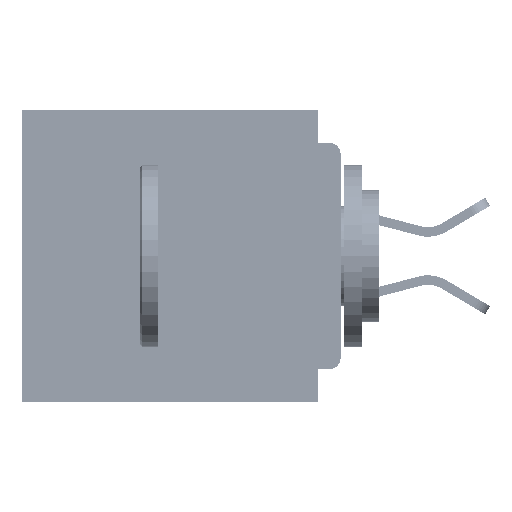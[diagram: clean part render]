
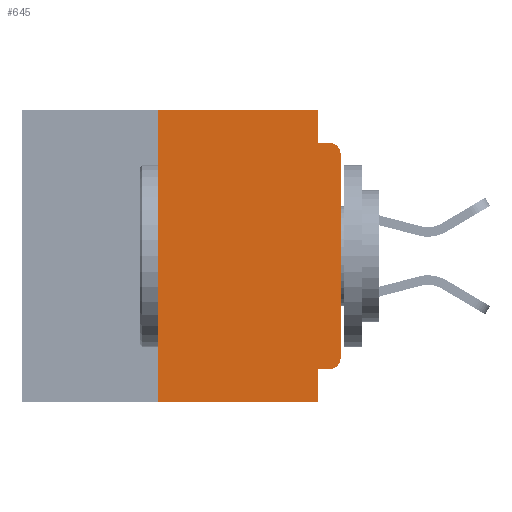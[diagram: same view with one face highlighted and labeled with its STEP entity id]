
A CAD part, left-side view. The second image highlights one B-rep face of the part: STEP entity #645.
In plain terms, the highlighted planar face has unit normal (-1, 0, 0).
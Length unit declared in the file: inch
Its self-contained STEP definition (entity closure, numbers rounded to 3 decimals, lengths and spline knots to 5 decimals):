
#84 = AXIS2_PLACEMENT_3D ( 'NONE', #44497, #42189, #42234 ) ;
#645 = ADVANCED_FACE ( 'NONE', ( #50060 ), #42676, .F. ) ;
#824 = CARTESIAN_POINT ( 'NONE',  ( 0., 0.015, -0.355 ) ) ;
#991 = DIRECTION ( 'NONE',  ( 0., -1., 0. ) ) ;
#1386 = VERTEX_POINT ( 'NONE', #23814 ) ;
#1387 = LINE ( 'NONE', #34782, #55971 ) ;
#1603 = CARTESIAN_POINT ( 'NONE',  ( 0., 0., -0.34 ) ) ;
#1607 = CARTESIAN_POINT ( 'NONE',  ( 0., 0.015, -0.34 ) ) ;
#1870 = CARTESIAN_POINT ( 'NONE',  ( 0., 0.031, 0. ) ) ;
#1975 = DIRECTION ( 'NONE',  ( 0., 0., -1. ) ) ;
#2201 = LINE ( 'NONE', #37066, #40052 ) ;
#3111 = ORIENTED_EDGE ( 'NONE', *, *, #14501, .T. ) ;
#3299 = EDGE_CURVE ( 'NONE', #30486, #42591, #22517, .T. ) ;
#6850 = DIRECTION ( 'NONE',  ( 0., 0., -1. ) ) ;
#7080 = VECTOR ( 'NONE', #65572, 39.37008 ) ;
#7587 = EDGE_CURVE ( 'NONE', #26605, #15458, #19242, .T. ) ;
#8758 = VECTOR ( 'NONE', #33290, 39.37008 ) ;
#9151 = VERTEX_POINT ( 'NONE', #1603 ) ;
#10325 = DIRECTION ( 'NONE',  ( 0., 0., -1. ) ) ;
#10656 = ORIENTED_EDGE ( 'NONE', *, *, #7587, .F. ) ;
#11015 = CARTESIAN_POINT ( 'NONE',  ( 0., 0., -0.06 ) ) ;
#14501 = EDGE_CURVE ( 'NONE', #21422, #9151, #58797, .T. ) ;
#15458 = VERTEX_POINT ( 'NONE', #63375 ) ;
#15538 = CARTESIAN_POINT ( 'NONE',  ( 0., 0.25, 0. ) ) ;
#17374 = VECTOR ( 'NONE', #10325, 39.37008 ) ;
#19240 = EDGE_CURVE ( 'NONE', #38693, #37326, #23093, .T. ) ;
#19242 = LINE ( 'NONE', #30014, #7080 ) ;
#19284 = AXIS2_PLACEMENT_3D ( 'NONE', #63365, #32901, #1975 ) ;
#19956 = ORIENTED_EDGE ( 'NONE', *, *, #59253, .F. ) ;
#20988 = ORIENTED_EDGE ( 'NONE', *, *, #32062, .F. ) ;
#21422 = VERTEX_POINT ( 'NONE', #824 ) ;
#22517 = LINE ( 'NONE', #58647, #8758 ) ;
#22701 = CARTESIAN_POINT ( 'NONE',  ( 0., 0.015, -0.045 ) ) ;
#23093 = CIRCLE ( 'NONE', #19284, 0.015 ) ;
#23814 = CARTESIAN_POINT ( 'NONE',  ( 0., 0.031, -0.045 ) ) ;
#26605 = VERTEX_POINT ( 'NONE', #43275 ) ;
#27762 = EDGE_LOOP ( 'NONE', ( #49645, #49794, #19956, #20988, #55148, #65200, #28390, #10656, #39459, #3111 ) ) ;
#28289 = CARTESIAN_POINT ( 'NONE',  ( 0., 0.25, -0.4 ) ) ;
#28390 = ORIENTED_EDGE ( 'NONE', *, *, #30314, .T. ) ;
#29013 = VECTOR ( 'NONE', #50741, 39.37008 ) ;
#30014 = CARTESIAN_POINT ( 'NONE',  ( 0., 0.031, -0.4 ) ) ;
#30314 = EDGE_CURVE ( 'NONE', #30486, #15458, #2201, .T. ) ;
#30486 = VERTEX_POINT ( 'NONE', #28289 ) ;
#32062 = EDGE_CURVE ( 'NONE', #32256, #1386, #59709, .T. ) ;
#32256 = VERTEX_POINT ( 'NONE', #1870 ) ;
#32901 = DIRECTION ( 'NONE',  ( -1., 0., 0. ) ) ;
#33290 = DIRECTION ( 'NONE',  ( 0., 0., 1. ) ) ;
#34782 = CARTESIAN_POINT ( 'NONE',  ( 0., 0., -0.045 ) ) ;
#35464 = EDGE_CURVE ( 'NONE', #21422, #26605, #50508, .T. ) ;
#35978 = CARTESIAN_POINT ( 'NONE',  ( 0., 0.031, 0. ) ) ;
#36655 = LINE ( 'NONE', #64542, #46996 ) ;
#36990 = VECTOR ( 'NONE', #54571, 39.37008 ) ;
#37066 = CARTESIAN_POINT ( 'NONE',  ( 0., 0.437, -0.4 ) ) ;
#37326 = VERTEX_POINT ( 'NONE', #22701 ) ;
#37683 = DIRECTION ( 'NONE',  ( -1., 0., 0. ) ) ;
#38158 = EDGE_CURVE ( 'NONE', #9151, #38693, #41003, .T. ) ;
#38693 = VERTEX_POINT ( 'NONE', #11015 ) ;
#39459 = ORIENTED_EDGE ( 'NONE', *, *, #35464, .F. ) ;
#39884 = DIRECTION ( 'NONE',  ( 0., -1., 0. ) ) ;
#40052 = VECTOR ( 'NONE', #991, 39.37008 ) ;
#40481 = CARTESIAN_POINT ( 'NONE',  ( 0., 0., 0. ) ) ;
#41003 = LINE ( 'NONE', #40481, #29013 ) ;
#42189 = DIRECTION ( 'NONE',  ( 1., 0., 0. ) ) ;
#42234 = DIRECTION ( 'NONE',  ( 0., 0., -1. ) ) ;
#42591 = VERTEX_POINT ( 'NONE', #15538 ) ;
#42676 = PLANE ( 'NONE',  #84 ) ;
#43275 = CARTESIAN_POINT ( 'NONE',  ( 0., 0.031, -0.355 ) ) ;
#44339 = DIRECTION ( 'NONE',  ( 0., -1., 0. ) ) ;
#44354 = CARTESIAN_POINT ( 'NONE',  ( 0., 0., -0.355 ) ) ;
#44497 = CARTESIAN_POINT ( 'NONE',  ( 0., 0.437, 0. ) ) ;
#46996 = VECTOR ( 'NONE', #44339, 39.37008 ) ;
#47787 = AXIS2_PLACEMENT_3D ( 'NONE', #1607, #37683, #6850 ) ;
#49645 = ORIENTED_EDGE ( 'NONE', *, *, #38158, .T. ) ;
#49794 = ORIENTED_EDGE ( 'NONE', *, *, #19240, .T. ) ;
#50060 = FACE_OUTER_BOUND ( 'NONE', #27762, .T. ) ;
#50508 = LINE ( 'NONE', #44354, #36990 ) ;
#50741 = DIRECTION ( 'NONE',  ( 0., 0., 1. ) ) ;
#54571 = DIRECTION ( 'NONE',  ( 0., 1., 0. ) ) ;
#55148 = ORIENTED_EDGE ( 'NONE', *, *, #62839, .F. ) ;
#55971 = VECTOR ( 'NONE', #39884, 39.37008 ) ;
#58647 = CARTESIAN_POINT ( 'NONE',  ( 0., 0.25, -0.4 ) ) ;
#58797 = CIRCLE ( 'NONE', #47787, 0.015 ) ;
#59253 = EDGE_CURVE ( 'NONE', #1386, #37326, #1387, .T. ) ;
#59709 = LINE ( 'NONE', #35978, #17374 ) ;
#62839 = EDGE_CURVE ( 'NONE', #42591, #32256, #36655, .T. ) ;
#63365 = CARTESIAN_POINT ( 'NONE',  ( 0., 0.015, -0.06 ) ) ;
#63375 = CARTESIAN_POINT ( 'NONE',  ( 0., 0.031, -0.4 ) ) ;
#64542 = CARTESIAN_POINT ( 'NONE',  ( 0., 0.437, 0. ) ) ;
#65200 = ORIENTED_EDGE ( 'NONE', *, *, #3299, .F. ) ;
#65572 = DIRECTION ( 'NONE',  ( 0., 0., -1. ) ) ;
